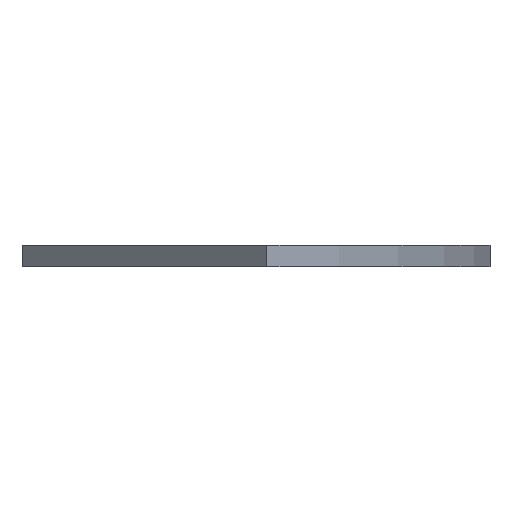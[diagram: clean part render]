
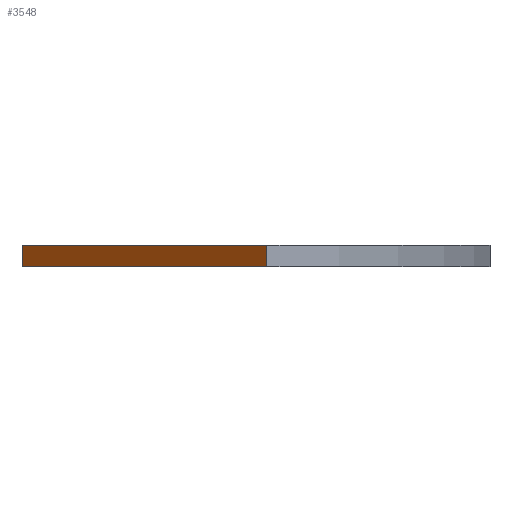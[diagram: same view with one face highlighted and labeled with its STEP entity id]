
A CAD part, left-side view. The second image highlights one B-rep face of the part: STEP entity #3548.
In plain terms, the highlighted planar face has unit normal (-0.707, 0.707, 0).
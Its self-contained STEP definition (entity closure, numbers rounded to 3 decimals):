
#66 = FACE_OUTER_BOUND ( 'NONE', #3916, .T. ) ;
#231 = CARTESIAN_POINT ( 'NONE',  ( -643.467, -643.467, 0. ) ) ;
#822 = DIRECTION ( 'NONE',  ( -0.707, 0.707, 0. ) ) ;
#935 = LINE ( 'NONE', #3878, #7955 ) ;
#1193 = ORIENTED_EDGE ( 'NONE', *, *, #7231, .F. ) ;
#1480 = CARTESIAN_POINT ( 'NONE',  ( -643.467, -643.467, -25. ) ) ;
#1951 = LINE ( 'NONE', #5746, #6036 ) ;
#2291 = VECTOR ( 'NONE', #5372, 1000. ) ;
#2358 = EDGE_CURVE ( 'NONE', #9137, #7208, #3035, .T. ) ;
#2467 = CARTESIAN_POINT ( 'NONE',  ( -353.553, -353.553, 0. ) ) ;
#2599 = DIRECTION ( 'NONE',  ( -0.707, -0.707, 0. ) ) ;
#3035 = LINE ( 'NONE', #1480, #8749 ) ;
#3548 = ADVANCED_FACE ( 'NONE', ( #66 ), #6786, .T. ) ;
#3731 = VERTEX_POINT ( 'NONE', #9361 ) ;
#3855 = CARTESIAN_POINT ( 'NONE',  ( -353.553, -353.553, -25. ) ) ;
#3878 = CARTESIAN_POINT ( 'NONE',  ( -353.553, -353.553, -25. ) ) ;
#3916 = EDGE_LOOP ( 'NONE', ( #1193, #7828, #8874, #6504 ) ) ;
#3921 = DIRECTION ( 'NONE',  ( 0., 0., 1. ) ) ;
#4618 = EDGE_CURVE ( 'NONE', #3731, #5889, #935, .T. ) ;
#5372 = DIRECTION ( 'NONE',  ( -0.707, -0.707, 0. ) ) ;
#5746 = CARTESIAN_POINT ( 'NONE',  ( -353.553, -353.553, -25. ) ) ;
#5889 = VERTEX_POINT ( 'NONE', #8647 ) ;
#6036 = VECTOR ( 'NONE', #2599, 1000. ) ;
#6504 = ORIENTED_EDGE ( 'NONE', *, *, #2358, .T. ) ;
#6746 = DIRECTION ( 'NONE',  ( -0.707, -0.707, 0. ) ) ;
#6786 = PLANE ( 'NONE',  #8235 ) ;
#7208 = VERTEX_POINT ( 'NONE', #231 ) ;
#7231 = EDGE_CURVE ( 'NONE', #5889, #7208, #9327, .T. ) ;
#7828 = ORIENTED_EDGE ( 'NONE', *, *, #4618, .F. ) ;
#7955 = VECTOR ( 'NONE', #3921, 1000. ) ;
#8235 = AXIS2_PLACEMENT_3D ( 'NONE', #3855, #822, #6746 ) ;
#8647 = CARTESIAN_POINT ( 'NONE',  ( -353.553, -353.553, 0. ) ) ;
#8749 = VECTOR ( 'NONE', #9051, 1000. ) ;
#8874 = ORIENTED_EDGE ( 'NONE', *, *, #9441, .T. ) ;
#9051 = DIRECTION ( 'NONE',  ( 0., 0., 1. ) ) ;
#9137 = VERTEX_POINT ( 'NONE', #9817 ) ;
#9327 = LINE ( 'NONE', #2467, #2291 ) ;
#9361 = CARTESIAN_POINT ( 'NONE',  ( -353.553, -353.553, -25. ) ) ;
#9441 = EDGE_CURVE ( 'NONE', #3731, #9137, #1951, .T. ) ;
#9817 = CARTESIAN_POINT ( 'NONE',  ( -643.467, -643.467, -25. ) ) ;
